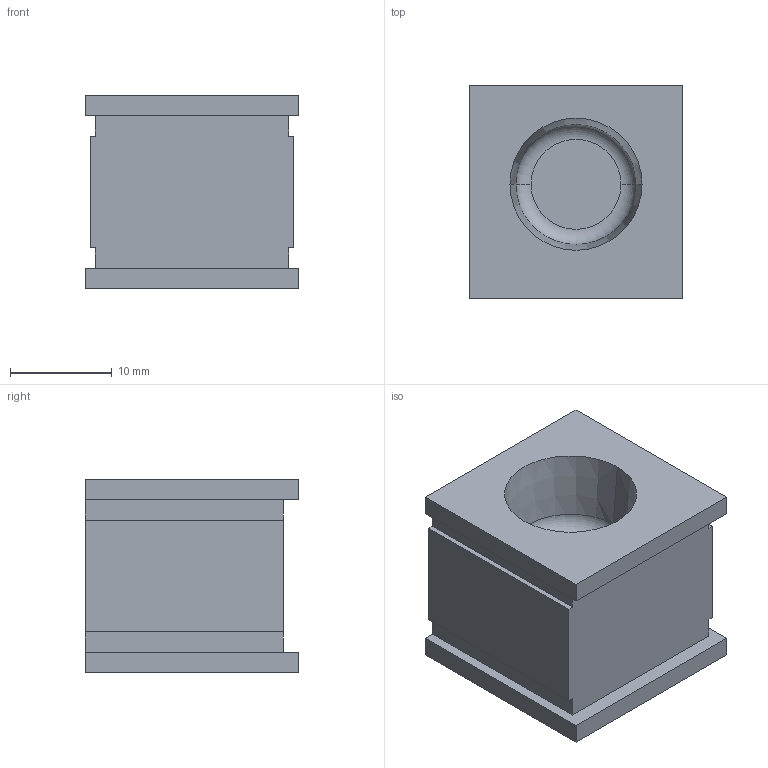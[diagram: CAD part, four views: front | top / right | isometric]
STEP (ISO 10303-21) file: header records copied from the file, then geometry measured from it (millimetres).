
FILE_DESCRIPTION(('STEP AP242'),'1');
FILE_NAME('41251.stp','2019-09-16T12:41:03',('TraceParts'),('TraceParts S.A.'),'Spatial InterOp 3D',' ',' ');
FILE_SCHEMA(('AP242_MANAGED_MODEL_BASED_3D_ENGINEERING_MIM_LF {1 0 10303 442 1 1 4}'));
Length unit declared in the file: millimetre
Products named in the file (1): 41251
Bounding box: 21 x 21 x 19 mm (x, y, z)
Volume: 6598 mm3; surface area: 2838.3 mm2
Topology: 1 solids, 1 shells, 27 faces, 70 edges, 46 vertices
Faces by surface type: plane 23, torus 2, cone 2
Entity records: 831 total; most frequent: CARTESIAN_POINT 144, ORIENTED_EDGE 140, DIRECTION 134, EDGE_CURVE 70, LINE 62, VECTOR 62, VERTEX_POINT 46, AXIS2_PLACEMENT_3D 36
